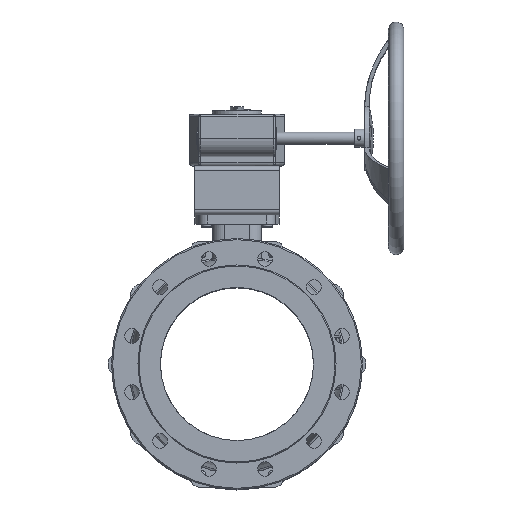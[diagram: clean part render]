
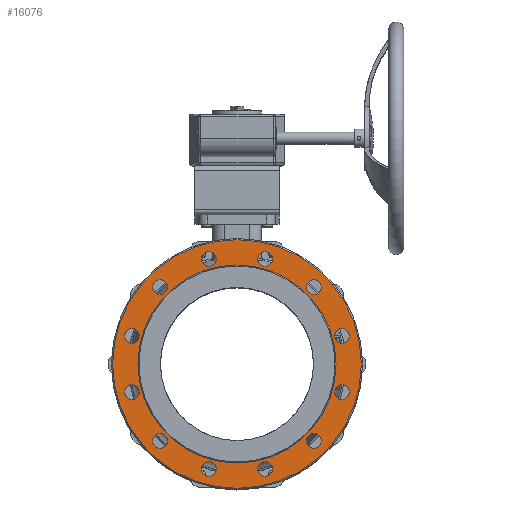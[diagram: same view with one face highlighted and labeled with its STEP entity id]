
A CAD part, top view. The second image highlights one B-rep face of the part: STEP entity #16076.
In plain terms, the highlighted planar face has unit normal (0, 0, 1).
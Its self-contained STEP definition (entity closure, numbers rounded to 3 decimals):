
#701=FACE_BOUND('',#2892,.T.);
#702=FACE_BOUND('',#2893,.T.);
#703=FACE_BOUND('',#2894,.T.);
#704=FACE_BOUND('',#2895,.T.);
#705=FACE_BOUND('',#2896,.T.);
#706=FACE_BOUND('',#2897,.T.);
#707=FACE_BOUND('',#2898,.T.);
#708=FACE_BOUND('',#2899,.T.);
#709=FACE_BOUND('',#2900,.T.);
#710=FACE_BOUND('',#2901,.T.);
#711=FACE_BOUND('',#2902,.T.);
#712=FACE_BOUND('',#2903,.T.);
#713=FACE_BOUND('',#2904,.T.);
#933=PLANE('',#17569);
#1931=FACE_OUTER_BOUND('',#2891,.T.);
#2891=EDGE_LOOP('',(#11175));
#2892=EDGE_LOOP('',(#11176));
#2893=EDGE_LOOP('',(#11177));
#2894=EDGE_LOOP('',(#11178));
#2895=EDGE_LOOP('',(#11179));
#2896=EDGE_LOOP('',(#11180));
#2897=EDGE_LOOP('',(#11181));
#2898=EDGE_LOOP('',(#11182));
#2899=EDGE_LOOP('',(#11183));
#2900=EDGE_LOOP('',(#11184));
#2901=EDGE_LOOP('',(#11185));
#2902=EDGE_LOOP('',(#11186));
#2903=EDGE_LOOP('',(#11187));
#2904=EDGE_LOOP('',(#11188));
#5857=CIRCLE('',#17568,203.);
#5858=CIRCLE('',#17570,161.732);
#5859=CIRCLE('',#17571,12.);
#5860=CIRCLE('',#17572,12.);
#5861=CIRCLE('',#17573,12.);
#5862=CIRCLE('',#17574,12.);
#5863=CIRCLE('',#17575,12.);
#5864=CIRCLE('',#17576,12.);
#5865=CIRCLE('',#17577,12.);
#5866=CIRCLE('',#17578,12.);
#5867=CIRCLE('',#17579,12.);
#5868=CIRCLE('',#17580,12.);
#5869=CIRCLE('',#17581,12.);
#5870=CIRCLE('',#17582,12.);
#6742=VERTEX_POINT('',#24824);
#6743=VERTEX_POINT('',#24828);
#6744=VERTEX_POINT('',#24830);
#6745=VERTEX_POINT('',#24832);
#6746=VERTEX_POINT('',#24834);
#6747=VERTEX_POINT('',#24836);
#6748=VERTEX_POINT('',#24838);
#6749=VERTEX_POINT('',#24840);
#6750=VERTEX_POINT('',#24842);
#6751=VERTEX_POINT('',#24844);
#6752=VERTEX_POINT('',#24846);
#6753=VERTEX_POINT('',#24848);
#6754=VERTEX_POINT('',#24850);
#6755=VERTEX_POINT('',#24852);
#8404=EDGE_CURVE('',#6742,#6742,#5857,.T.);
#8405=EDGE_CURVE('',#6743,#6743,#5858,.T.);
#8406=EDGE_CURVE('',#6744,#6744,#5859,.T.);
#8407=EDGE_CURVE('',#6745,#6745,#5860,.T.);
#8408=EDGE_CURVE('',#6746,#6746,#5861,.T.);
#8409=EDGE_CURVE('',#6747,#6747,#5862,.T.);
#8410=EDGE_CURVE('',#6748,#6748,#5863,.T.);
#8411=EDGE_CURVE('',#6749,#6749,#5864,.T.);
#8412=EDGE_CURVE('',#6750,#6750,#5865,.T.);
#8413=EDGE_CURVE('',#6751,#6751,#5866,.T.);
#8414=EDGE_CURVE('',#6752,#6752,#5867,.T.);
#8415=EDGE_CURVE('',#6753,#6753,#5868,.T.);
#8416=EDGE_CURVE('',#6754,#6754,#5869,.T.);
#8417=EDGE_CURVE('',#6755,#6755,#5870,.T.);
#11175=ORIENTED_EDGE('',*,*,#8404,.F.);
#11176=ORIENTED_EDGE('',*,*,#8405,.F.);
#11177=ORIENTED_EDGE('',*,*,#8406,.F.);
#11178=ORIENTED_EDGE('',*,*,#8407,.F.);
#11179=ORIENTED_EDGE('',*,*,#8408,.F.);
#11180=ORIENTED_EDGE('',*,*,#8409,.F.);
#11181=ORIENTED_EDGE('',*,*,#8410,.F.);
#11182=ORIENTED_EDGE('',*,*,#8411,.F.);
#11183=ORIENTED_EDGE('',*,*,#8412,.F.);
#11184=ORIENTED_EDGE('',*,*,#8413,.F.);
#11185=ORIENTED_EDGE('',*,*,#8414,.F.);
#11186=ORIENTED_EDGE('',*,*,#8415,.F.);
#11187=ORIENTED_EDGE('',*,*,#8416,.F.);
#11188=ORIENTED_EDGE('',*,*,#8417,.F.);
#16076=ADVANCED_FACE('',(#1931,#701,#702,#703,#704,#705,#706,#707,#708,
#709,#710,#711,#712,#713),#933,.F.);
#17568=AXIS2_PLACEMENT_3D('',#24826,#19725,#19726);
#17569=AXIS2_PLACEMENT_3D('',#24827,#19727,#19728);
#17570=AXIS2_PLACEMENT_3D('',#24829,#19729,#19730);
#17571=AXIS2_PLACEMENT_3D('',#24831,#19731,#19732);
#17572=AXIS2_PLACEMENT_3D('',#24833,#19733,#19734);
#17573=AXIS2_PLACEMENT_3D('',#24835,#19735,#19736);
#17574=AXIS2_PLACEMENT_3D('',#24837,#19737,#19738);
#17575=AXIS2_PLACEMENT_3D('',#24839,#19739,#19740);
#17576=AXIS2_PLACEMENT_3D('',#24841,#19741,#19742);
#17577=AXIS2_PLACEMENT_3D('',#24843,#19743,#19744);
#17578=AXIS2_PLACEMENT_3D('',#24845,#19745,#19746);
#17579=AXIS2_PLACEMENT_3D('',#24847,#19747,#19748);
#17580=AXIS2_PLACEMENT_3D('',#24849,#19749,#19750);
#17581=AXIS2_PLACEMENT_3D('',#24851,#19751,#19752);
#17582=AXIS2_PLACEMENT_3D('',#24853,#19753,#19754);
#19725=DIRECTION('center_axis',(0.,0.,-1.));
#19726=DIRECTION('ref_axis',(1.,0.,0.));
#19727=DIRECTION('center_axis',(0.,0.,-1.));
#19728=DIRECTION('ref_axis',(-1.,0.,0.));
#19729=DIRECTION('center_axis',(0.,0.,1.));
#19730=DIRECTION('ref_axis',(-1.,0.,0.));
#19731=DIRECTION('center_axis',(0.,0.,1.));
#19732=DIRECTION('ref_axis',(1.,0.,0.));
#19733=DIRECTION('center_axis',(0.,0.,1.));
#19734=DIRECTION('ref_axis',(1.,0.,0.));
#19735=DIRECTION('center_axis',(0.,0.,1.));
#19736=DIRECTION('ref_axis',(1.,0.,0.));
#19737=DIRECTION('center_axis',(0.,0.,1.));
#19738=DIRECTION('ref_axis',(1.,0.,0.));
#19739=DIRECTION('center_axis',(0.,0.,1.));
#19740=DIRECTION('ref_axis',(1.,0.,0.));
#19741=DIRECTION('center_axis',(0.,0.,1.));
#19742=DIRECTION('ref_axis',(1.,0.,0.));
#19743=DIRECTION('center_axis',(0.,0.,1.));
#19744=DIRECTION('ref_axis',(1.,0.,0.));
#19745=DIRECTION('center_axis',(0.,0.,1.));
#19746=DIRECTION('ref_axis',(1.,0.,0.));
#19747=DIRECTION('center_axis',(0.,0.,1.));
#19748=DIRECTION('ref_axis',(1.,0.,0.));
#19749=DIRECTION('center_axis',(0.,0.,1.));
#19750=DIRECTION('ref_axis',(1.,0.,0.));
#19751=DIRECTION('center_axis',(0.,0.,1.));
#19752=DIRECTION('ref_axis',(1.,0.,0.));
#19753=DIRECTION('center_axis',(0.,0.,1.));
#19754=DIRECTION('ref_axis',(1.,0.,0.));
#24824=CARTESIAN_POINT('',(-203.,0.,26.045));
#24826=CARTESIAN_POINT('Origin',(0.,0.,26.045));
#24827=CARTESIAN_POINT('Origin',(0.,0.,26.045));
#24828=CARTESIAN_POINT('',(161.732,0.,26.045));
#24829=CARTESIAN_POINT('Origin',(0.,0.,26.045));
#24830=CARTESIAN_POINT('',(-57.94,-171.452,26.045));
#24831=CARTESIAN_POINT('Origin',(-45.94,-171.452,26.045));
#24832=CARTESIAN_POINT('',(33.94,-171.452,26.045));
#24833=CARTESIAN_POINT('Origin',(45.94,-171.452,26.045));
#24834=CARTESIAN_POINT('',(113.511,-125.511,26.045));
#24835=CARTESIAN_POINT('Origin',(125.511,-125.511,26.045));
#24836=CARTESIAN_POINT('',(159.452,-45.94,26.045));
#24837=CARTESIAN_POINT('Origin',(171.452,-45.94,26.045));
#24838=CARTESIAN_POINT('',(159.452,45.94,26.045));
#24839=CARTESIAN_POINT('Origin',(171.452,45.94,26.045));
#24840=CARTESIAN_POINT('',(113.511,125.511,26.045));
#24841=CARTESIAN_POINT('Origin',(125.511,125.511,26.045));
#24842=CARTESIAN_POINT('',(33.94,171.452,26.045));
#24843=CARTESIAN_POINT('Origin',(45.94,171.452,26.045));
#24844=CARTESIAN_POINT('',(-57.94,171.452,26.045));
#24845=CARTESIAN_POINT('Origin',(-45.94,171.452,26.045));
#24846=CARTESIAN_POINT('',(-137.511,125.511,26.045));
#24847=CARTESIAN_POINT('Origin',(-125.511,125.511,26.045));
#24848=CARTESIAN_POINT('',(-183.452,45.94,26.045));
#24849=CARTESIAN_POINT('Origin',(-171.452,45.94,26.045));
#24850=CARTESIAN_POINT('',(-183.452,-45.94,26.045));
#24851=CARTESIAN_POINT('Origin',(-171.452,-45.94,26.045));
#24852=CARTESIAN_POINT('',(-137.511,-125.511,26.045));
#24853=CARTESIAN_POINT('Origin',(-125.511,-125.511,26.045));
